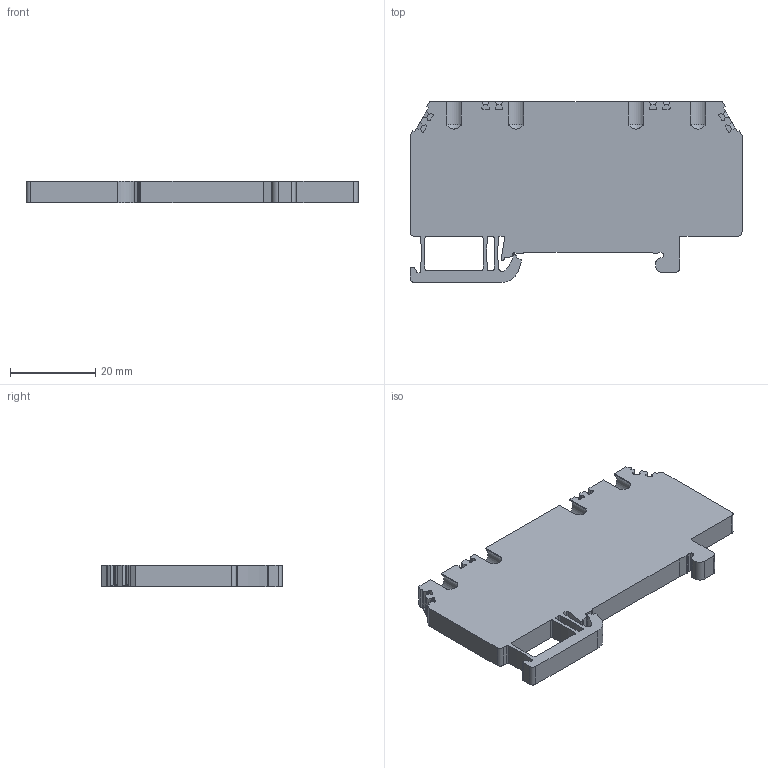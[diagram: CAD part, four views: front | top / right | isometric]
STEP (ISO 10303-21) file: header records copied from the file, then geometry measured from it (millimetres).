
FILE_DESCRIPTION(/* description */ (''),/* implementation_level */ '2;1');
FILE_NAME(/* name */ '3212_FRK25_4A_iso.stp',/* time_stamp */ '2011-07-29T08:39:09+02:00',/* author */ (''),/* organization */ (''),/* preprocessor_version */ 'ST-DEVELOPER v11',/* originating_system */ 'SIEMENS UGS NX 6.0',/* authorisation */ '');
FILE_SCHEMA (('CONFIG_CONTROL_DESIGN'));
Length unit declared in the file: millimetre
Products named in the file (1): 3212_FRK25_4A_iso
Bounding box: 77.7 x 42.3 x 5.1 mm (x, y, z)
Volume: 12444 mm3; surface area: 8234.8 mm2
Topology: 1 solids, 1 shells, 486 faces, 1360 edges, 868 vertices
Faces by surface type: plane 264, cylinder 154, bspline 48, sphere 8, torus 8, cone 4
Entity records: 22350 total; most frequent: CARTESIAN_POINT 10119, ORIENTED_EDGE 2688, DIRECTION 2394, EDGE_CURVE 1344, VERTEX_POINT 864, LINE 852, VECTOR 852, AXIS2_PLACEMENT_3D 771
